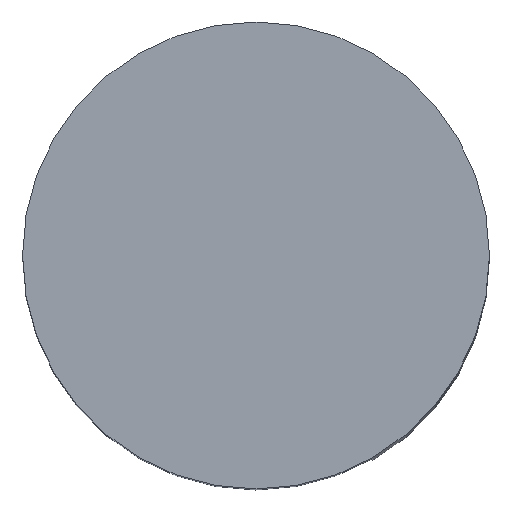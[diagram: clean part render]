
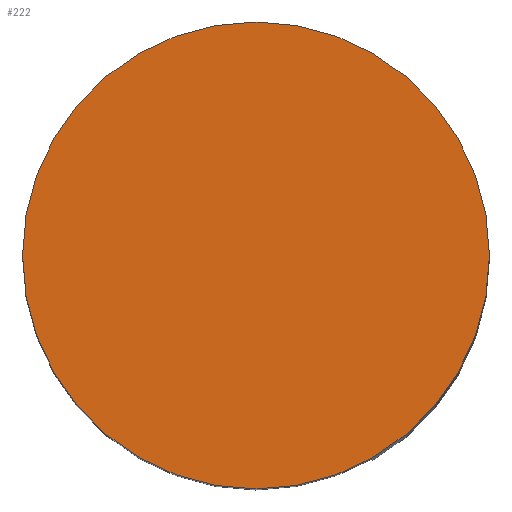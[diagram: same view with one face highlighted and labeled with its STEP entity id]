
A CAD part, top view. The second image highlights one B-rep face of the part: STEP entity #222.
In plain terms, the highlighted planar face has unit normal (0, 0, 1).
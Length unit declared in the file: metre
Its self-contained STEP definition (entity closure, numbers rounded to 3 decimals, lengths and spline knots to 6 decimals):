
#14=CIRCLE('',#248,0.0114);
#59=ORIENTED_EDGE('',*,*,#112,.T.);
#112=EDGE_CURVE('',#141,#141,#14,.T.);
#141=VERTEX_POINT('',#384);
#187=EDGE_LOOP('',(#59));
#201=FACE_BOUND('',#187,.T.);
#213=PLANE('',#252);
#222=ADVANCED_FACE('',(#201),#213,.T.);
#248=AXIS2_PLACEMENT_3D('',#383,#298,#299);
#252=AXIS2_PLACEMENT_3D('',#388,#306,#307);
#298=DIRECTION('',(0.,0.,1.));
#299=DIRECTION('',(1.,0.,0.));
#306=DIRECTION('',(0.,0.,1.));
#307=DIRECTION('',(1.,0.,0.));
#383=CARTESIAN_POINT('',(0.,0.,0.0447));
#384=CARTESIAN_POINT('',(0.0114,0.,0.0447));
#388=CARTESIAN_POINT('',(0.,0.,0.0447));
